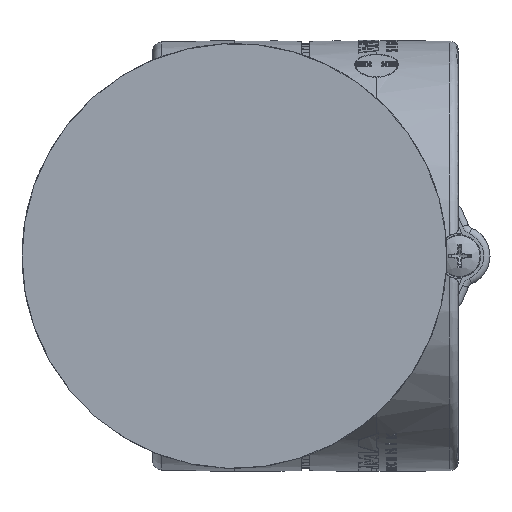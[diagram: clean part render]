
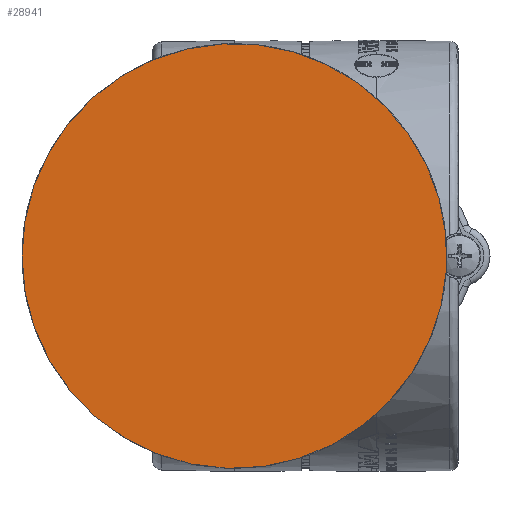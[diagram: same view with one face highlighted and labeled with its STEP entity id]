
A CAD part, front view. The second image highlights one B-rep face of the part: STEP entity #28941.
In plain terms, the highlighted planar face has unit normal (0, -1, 0).
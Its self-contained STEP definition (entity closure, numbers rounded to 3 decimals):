
#6480=FACE_OUTER_BOUND('',#8089,.T.);
#8089=EDGE_LOOP('',(#22393,#22394));
#9713=CIRCLE('',#31601,35.);
#9714=CIRCLE('',#31602,35.);
#12014=VERTEX_POINT('',#50850);
#12015=VERTEX_POINT('',#50851);
#15651=EDGE_CURVE('',#12014,#12015,#9713,.T.);
#15652=EDGE_CURVE('',#12015,#12014,#9714,.T.);
#22393=ORIENTED_EDGE('',*,*,#15651,.F.);
#22394=ORIENTED_EDGE('',*,*,#15652,.F.);
#26226=PLANE('',#31600);
#28941=ADVANCED_FACE('',(#6480),#26226,.F.);
#31600=AXIS2_PLACEMENT_3D('',#50849,#37814,#37815);
#31601=AXIS2_PLACEMENT_3D('',#50852,#37816,#37817);
#31602=AXIS2_PLACEMENT_3D('',#50853,#37818,#37819);
#37814=DIRECTION('center_axis',(0.,1.,0.));
#37815=DIRECTION('ref_axis',(-0.707,0.,-0.707));
#37816=DIRECTION('center_axis',(0.,1.,0.));
#37817=DIRECTION('ref_axis',(-0.707,0.,-0.707));
#37818=DIRECTION('center_axis',(0.,1.,0.));
#37819=DIRECTION('ref_axis',(-0.707,0.,-0.707));
#50849=CARTESIAN_POINT('Origin',(0.,-53.5,0.));
#50850=CARTESIAN_POINT('',(24.749,-53.5,24.749));
#50851=CARTESIAN_POINT('',(-35.,-53.5,0.));
#50852=CARTESIAN_POINT('Origin',(0.,-53.5,0.));
#50853=CARTESIAN_POINT('Origin',(0.,-53.5,0.));
